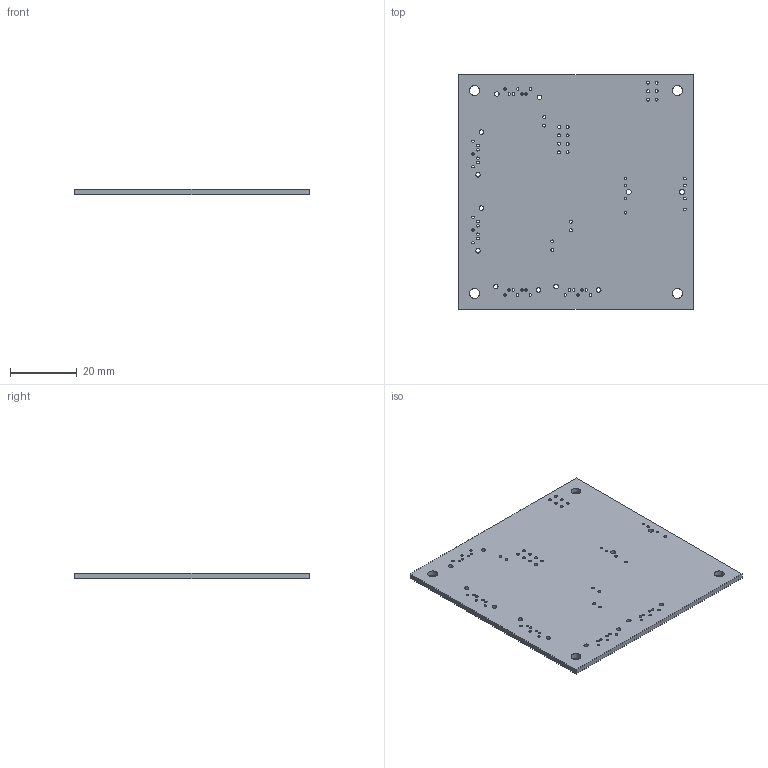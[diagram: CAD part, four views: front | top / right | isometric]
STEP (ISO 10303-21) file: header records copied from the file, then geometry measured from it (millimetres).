
FILE_DESCRIPTION(('KiCad electronic assembly'),'2;1');
FILE_NAME('ADCoctoSPI01B.step','2022-04-06T12:39:50',('Pcbnew'),('Kicad' ),'Open CASCADE STEP processor 7.5','KiCad to STEP converter', 'Unknown');
FILE_SCHEMA(('AUTOMOTIVE_DESIGN { 1 0 10303 214 1 1 1 1 }'));
Length unit declared in the file: millimetre
Products named in the file (2): ADCoctoSPI01B 1; ADCoctoSPI01B PCB
Assembly tree (1 placements, depth 2):
  ADCoctoSPI01B 1
    ADCoctoSPI01B PCB
Bounding box: 70.61 x 70.61 x 1.6 mm (x, y, z)
Volume: 7853.1 mm3; surface area: 10663.8 mm2
Topology: 1 solids, 1 shells, 85 faces, 249 edges, 166 vertices
Faces by surface type: cylinder 79, plane 6
Full cylindrical faces by diameter (mm): 0.74 x35, 0.8 x8, 0.889 x20, 1.35 x10, 1.55 x2, 3 x4
Entity records: 6521 total; most frequent: DIRECTION 1079, CARTESIAN_POINT 1000, ORIENTED_EDGE 498, PCURVE 498, DEFINITIONAL_REPRESENTATION 498, LINE 431, VECTOR 431, CIRCLE 316
